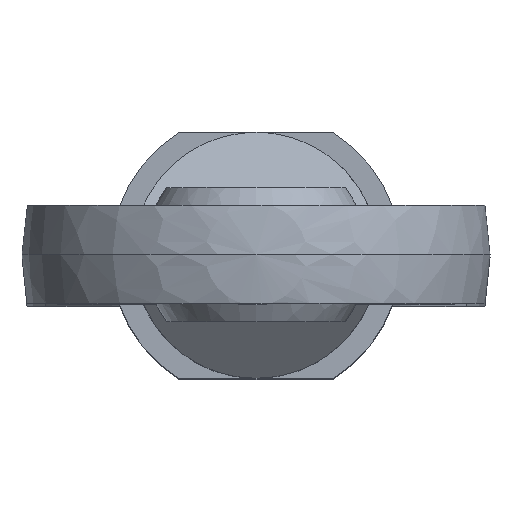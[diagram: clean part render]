
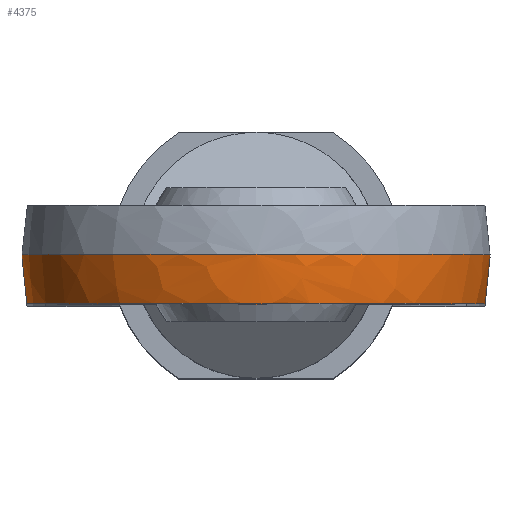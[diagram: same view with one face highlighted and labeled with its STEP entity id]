
A CAD part, top view. The second image highlights one B-rep face of the part: STEP entity #4375.
In plain terms, the highlighted spherical face has radius 10.5 mm.
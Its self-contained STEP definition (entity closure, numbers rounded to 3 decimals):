
#1941=CARTESIAN_POINT('',(0.,0.,0.));
#1942=DIRECTION('',(0.,-1.,0.));
#1943=DIRECTION('',(0.921,0.,-0.391));
#1944=AXIS2_PLACEMENT_3D('',#1941,#1942,#1943);
#1949=CARTESIAN_POINT('',(0.,0.,0.));
#1950=DIRECTION('',(0.,-1.,0.));
#1951=DIRECTION('',(0.,0.,1.));
#1952=AXIS2_PLACEMENT_3D('',#1949,#1950,#1951);
#1989=CARTESIAN_POINT('',(0.,0.,-4.103));
#1990=DIRECTION('',(0.,0.,-1.));
#1991=DIRECTION('',(1.,0.,0.));
#1992=AXIS2_PLACEMENT_3D('',#1989,#1990,#1991);
#1997=CARTESIAN_POINT('',(0.,-2.2,0.));
#1998=DIRECTION('',(0.,-1.,0.));
#1999=DIRECTION('',(0.917,0.,-0.4));
#2000=AXIS2_PLACEMENT_3D('',#1997,#1998,#1999);
#2005=CARTESIAN_POINT('',(0.,0.,-4.103));
#2006=DIRECTION('',(0.,0.,-1.));
#2007=DIRECTION('',(-0.974,-0.228,0.));
#2008=AXIS2_PLACEMENT_3D('',#2005,#2006,#2007);
#2053=CARTESIAN_POINT('',(0.,-2.2,0.));
#2054=DIRECTION('',(0.,1.,0.));
#2055=DIRECTION('',(-0.917,0.,-0.4));
#2056=AXIS2_PLACEMENT_3D('',#2053,#2054,#2055);
#2242=CARTESIAN_POINT('',(-9.665,0.,-4.103));
#2244=VERTEX_POINT('',#2242);
#2246=CARTESIAN_POINT('',(-9.412,-2.2,-4.103));
#2247=VERTEX_POINT('',#2246);
#2249=CARTESIAN_POINT('',(9.665,0.,-4.103));
#2250=CARTESIAN_POINT('',(0.,0.,10.5));
#2251=VERTEX_POINT('',#2249);
#2252=VERTEX_POINT('',#2250);
#2257=CARTESIAN_POINT('',(9.412,-2.2,-4.103));
#2258=VERTEX_POINT('',#2257);
#2259=CARTESIAN_POINT('',(-9.412,-2.2,4.103));
#2260=VERTEX_POINT('',#2259);
#4359=CARTESIAN_POINT('',(0.,0.,0.));
#4360=DIRECTION('',(0.,0.,1.));
#4361=DIRECTION('',(1.,0.,0.));
#4362=AXIS2_PLACEMENT_3D('',#4359,#4360,#4361);
#4363=SPHERICAL_SURFACE('',#4362,10.5);
#4364=ORIENTED_EDGE('',*,*,#4345,.F.);
#4366=ORIENTED_EDGE('',*,*,#4365,.T.);
#4368=ORIENTED_EDGE('',*,*,#4367,.T.);
#4370=ORIENTED_EDGE('',*,*,#4369,.F.);
#4371=ORIENTED_EDGE('',*,*,#4326,.T.);
#4372=ORIENTED_EDGE('',*,*,#4347,.F.);
#4373=EDGE_LOOP('',(#4364,#4366,#4368,#4370,#4371,#4372));
#4374=FACE_OUTER_BOUND('',#4373,.F.);
#4375=ADVANCED_FACE('',(#4374),#4363,.T.);
#1945=CIRCLE('',#1944,10.5);
#1953=CIRCLE('',#1952,10.5);
#1993=CIRCLE('',#1992,9.665);
#2001=CIRCLE('',#2000,10.267);
#2009=CIRCLE('',#2008,9.665);
#2057=CIRCLE('',#2056,10.267);
#4326=EDGE_CURVE('',#2247,#2244,#2009,.T.);
#4345=EDGE_CURVE('',#2251,#2252,#1945,.T.);
#4347=EDGE_CURVE('',#2252,#2244,#1953,.T.);
#4365=EDGE_CURVE('',#2251,#2258,#1993,.T.);
#4367=EDGE_CURVE('',#2258,#2260,#2001,.T.);
#4369=EDGE_CURVE('',#2247,#2260,#2057,.T.);
